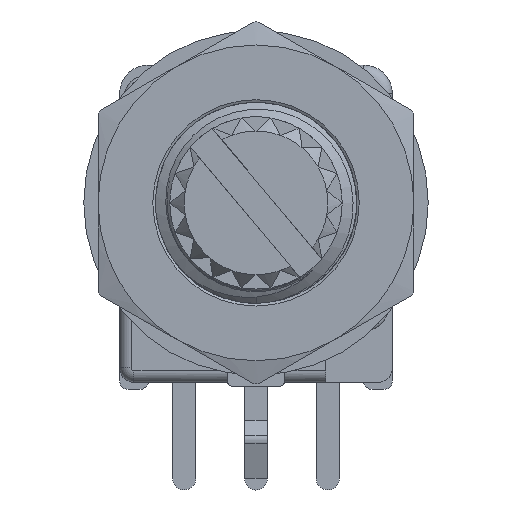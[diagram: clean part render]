
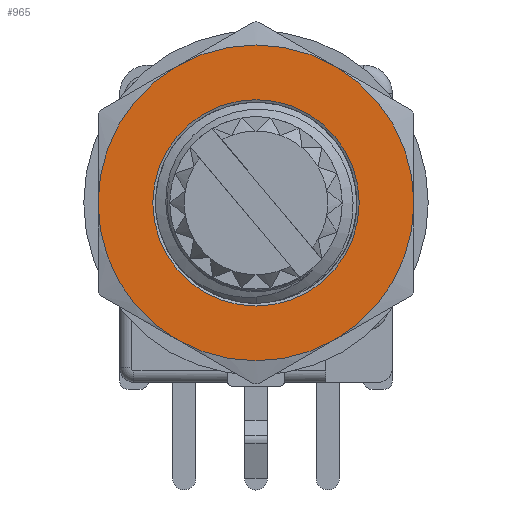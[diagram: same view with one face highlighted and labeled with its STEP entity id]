
A CAD part, front view. The second image highlights one B-rep face of the part: STEP entity #965.
In plain terms, the highlighted planar face has unit normal (0, -1, 0).
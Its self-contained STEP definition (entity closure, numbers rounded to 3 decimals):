
#965=ADVANCED_FACE('',(#8898,#8900),#8902,.T.);
#8898=FACE_BOUND('',#8899,.T.);
#8899=EDGE_LOOP('',(#12002,#12003,#12004,#12005,#12006,#12007));
#8900=FACE_BOUND('',#8901,.T.);
#8901=EDGE_LOOP('',(#12008));
#8902=PLANE('',#8903);
#8903=AXIS2_PLACEMENT_3D('',#8904,#8905,#8906);
#8904=CARTESIAN_POINT('',(0.,-3.3,6.5));
#8905=DIRECTION('',(0.,-1.,0.));
#8906=DIRECTION('',(0.,0.,-1.));
#12002=ORIENTED_EDGE('',*,*,#13338,.F.);
#12003=ORIENTED_EDGE('',*,*,#13339,.F.);
#12004=ORIENTED_EDGE('',*,*,#13340,.F.);
#12005=ORIENTED_EDGE('',*,*,#13341,.F.);
#12006=ORIENTED_EDGE('',*,*,#13342,.F.);
#12007=ORIENTED_EDGE('',*,*,#13343,.F.);
#12008=ORIENTED_EDGE('',*,*,#13325,.T.);
#13325=EDGE_CURVE('',#14197,#14197,#14198,.T.);
#13338=EDGE_CURVE('',#14219,#14220,#14221,.T.);
#13339=EDGE_CURVE('',#14222,#14219,#14223,.T.);
#13340=EDGE_CURVE('',#14224,#14222,#14225,.T.);
#13341=EDGE_CURVE('',#14226,#14224,#14227,.T.);
#13342=EDGE_CURVE('',#14228,#14226,#14229,.T.);
#13343=EDGE_CURVE('',#14220,#14228,#14230,.T.);
#14197=VERTEX_POINT('',#17464);
#14198=CIRCLE('',#17465,3.594);
#14219=VERTEX_POINT('',#18031);
#14220=VERTEX_POINT('',#18032);
#14221=CIRCLE('',#18033,5.5);
#14222=VERTEX_POINT('',#18037);
#14223=CIRCLE('',#18038,5.5);
#14224=VERTEX_POINT('',#18042);
#14225=CIRCLE('',#18043,5.5);
#14226=VERTEX_POINT('',#18047);
#14227=CIRCLE('',#18048,5.5);
#14228=VERTEX_POINT('',#18052);
#14229=CIRCLE('',#18053,5.5);
#14230=CIRCLE('',#18057,5.5);
#17464=CARTESIAN_POINT('',(0.,-3.3,2.906));
#17465=AXIS2_PLACEMENT_3D('',#17466,#17467,#17468);
#17466=CARTESIAN_POINT('',(0.,-3.3,6.5));
#17467=DIRECTION('',(-0.,1.,-0.));
#17468=DIRECTION('',(0.,0.,-1.));
#18031=CARTESIAN_POINT('',(5.5,-3.3,6.5));
#18032=CARTESIAN_POINT('',(2.75,-3.3,1.737));
#18033=AXIS2_PLACEMENT_3D('',#18034,#18035,#18036);
#18034=CARTESIAN_POINT('',(0.,-3.3,6.5));
#18035=DIRECTION('',(0.,1.,0.));
#18036=DIRECTION('',(1.,0.,0.));
#18037=CARTESIAN_POINT('',(2.75,-3.3,11.263));
#18038=AXIS2_PLACEMENT_3D('',#18039,#18040,#18041);
#18039=CARTESIAN_POINT('',(0.,-3.3,6.5));
#18040=DIRECTION('',(0.,1.,0.));
#18041=DIRECTION('',(0.5,0.,0.866));
#18042=CARTESIAN_POINT('',(-2.75,-3.3,11.263));
#18043=AXIS2_PLACEMENT_3D('',#18044,#18045,#18046);
#18044=CARTESIAN_POINT('',(0.,-3.3,6.5));
#18045=DIRECTION('',(0.,1.,0.));
#18046=DIRECTION('',(-0.5,0.,0.866));
#18047=CARTESIAN_POINT('',(-5.5,-3.3,6.5));
#18048=AXIS2_PLACEMENT_3D('',#18049,#18050,#18051);
#18049=CARTESIAN_POINT('',(0.,-3.3,6.5));
#18050=DIRECTION('',(0.,1.,0.));
#18051=DIRECTION('',(-1.,0.,0.));
#18052=CARTESIAN_POINT('',(-2.75,-3.3,1.737));
#18053=AXIS2_PLACEMENT_3D('',#18054,#18055,#18056);
#18054=CARTESIAN_POINT('',(0.,-3.3,6.5));
#18055=DIRECTION('',(0.,1.,0.));
#18056=DIRECTION('',(-0.5,0.,-0.866));
#18057=AXIS2_PLACEMENT_3D('',#18058,#18059,#18060);
#18058=CARTESIAN_POINT('',(0.,-3.3,6.5));
#18059=DIRECTION('',(0.,1.,0.));
#18060=DIRECTION('',(0.5,0.,-0.866));
